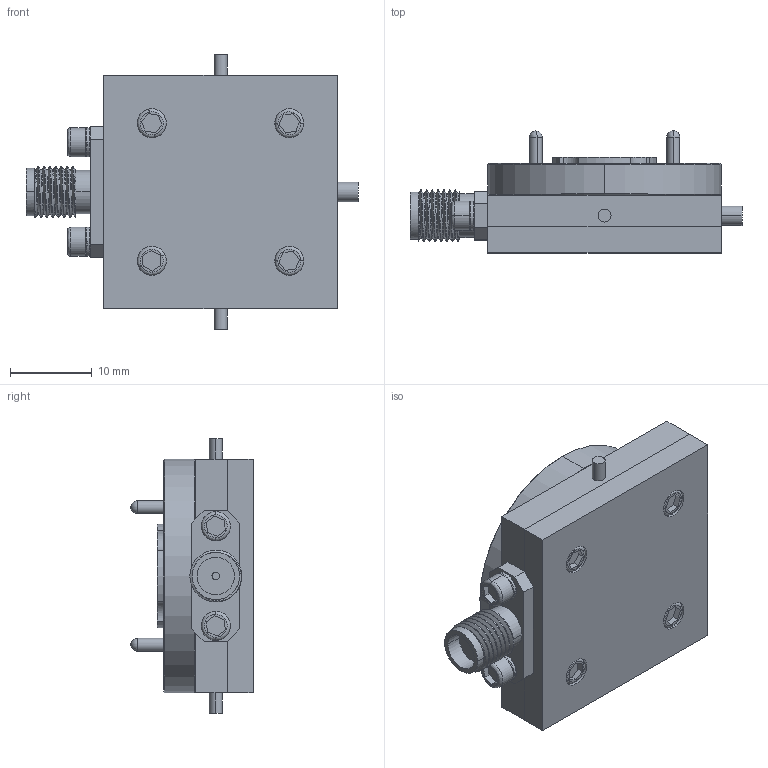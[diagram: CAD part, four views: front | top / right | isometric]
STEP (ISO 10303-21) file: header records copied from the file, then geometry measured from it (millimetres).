
FILE_DESCRIPTION (( 'STEP AP214' ), '1' );
FILE_NAME ('U-2X Assembly Outline.STEP', '2019-12-17T16:00:37', ( '' ), ( '' ), 'SwSTEP 2.0', 'SolidWorks 2019', '' );
FILE_SCHEMA (( 'AUTOMOTIVE_DESIGN' ));
Length unit declared in the file: millimetre
Products named in the file (10): U-2X Backplate; 2-56 Socket Head With Split Lock; Guide_Pin; 2-56_Washer_Split-Lock; U-2X RF Block Outline; 1089 WR-19 Flange; K-Connector; U-2X Assembly Outline; 2-56 SOCKET HEAD SCREW HEAD_1
Assembly tree (20 placements, depth 3):
  U-2X Assembly Outline
    U-2X RF Block Outline
    U-2X Backplate
    K-Connector
    1089 WR-19 Flange
    Guide_Pin  x2
    2-56 Socket Head With Split Lock
      2-56 SOCKET HEAD SCREW HEAD_1
      2-56_Washer_Split-Lock
    2-56 Socket Head With Split Lock
      2-56 SOCKET HEAD SCREW HEAD_1
      2-56_Washer_Split-Lock
    2-56 SOCKET HEAD SCREW HEAD_1  x8
Bounding box: 40.64 x 14.97 x 33.66 mm (x, y, z)
Volume: 8340.3 mm3; surface area: 7591.9 mm2
Topology: 21 solids, 21 shells, 409 faces, 962 edges, 624 vertices
Faces by surface type: cylinder 187, plane 171, bspline 23, torus 20, cone 8
Entity records: 9498 total; most frequent: CARTESIAN_POINT 2532, DIRECTION 1376, ORIENTED_EDGE 1200, EDGE_CURVE 600, AXIS2_PLACEMENT_3D 561, VERTEX_POINT 394, EDGE_LOOP 312, CIRCLE 300
